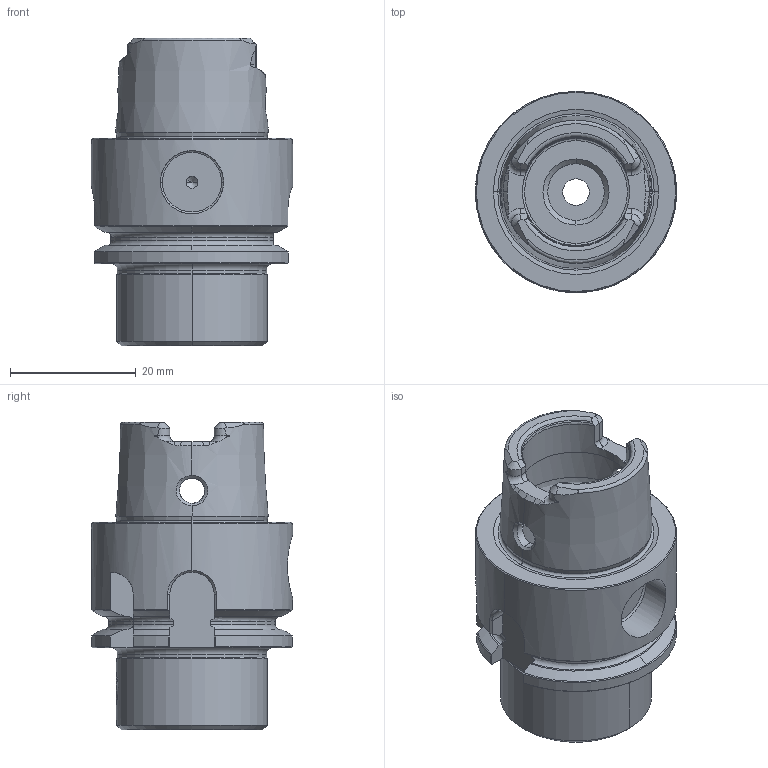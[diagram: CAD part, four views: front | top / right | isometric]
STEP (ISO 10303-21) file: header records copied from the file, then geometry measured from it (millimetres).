
FILE_DESCRIPTION(('no description'),'unknown implementation level');
FILE_NAME('868ACBC0-5587-40EA-A001-4C6D3BA958BE_export.stp',' ',('CIMSOURCE GmbH'),('CADClick - KiM GmbH - www.kimweb.de'),'unknown preprocess','ACIS','unknown authorization');
FILE_SCHEMA(('automotive_design'));
Length unit declared in the file: millimetre
Products named in the file (2): 328.278F Kaiser HSK-A32xCKB2x43|690.432 Kaiser ETL M5 X 6,5 CK2;Schnitt-Linear austragen2; 328.278F Kaiser HSK-A32xCKB2x43|328.278F Kaiser HSK-A32xCKB2x43;Schnitt-Linear austragen3
Bounding box: 31.95 x 31.95 x 48.9 mm (x, y, z)
Volume: 17386 mm3; surface area: 8604 mm2
Topology: 2 solids, 2 shells, 256 faces, 664 edges, 409 vertices
Faces by surface type: plane 79, cone 77, cylinder 61, torus 32, bspline 7
Entity records: 19041 total; most frequent: CARTESIAN_POINT 5561, STYLED_ITEM 1327, PRESENTATION_STYLE_ASSIGNMENT 1327, COLOUR_RGB 1327, ORIENTED_EDGE 1320, DIRECTION 1243, EDGE_CURVE 660, CURVE_STYLE 660
